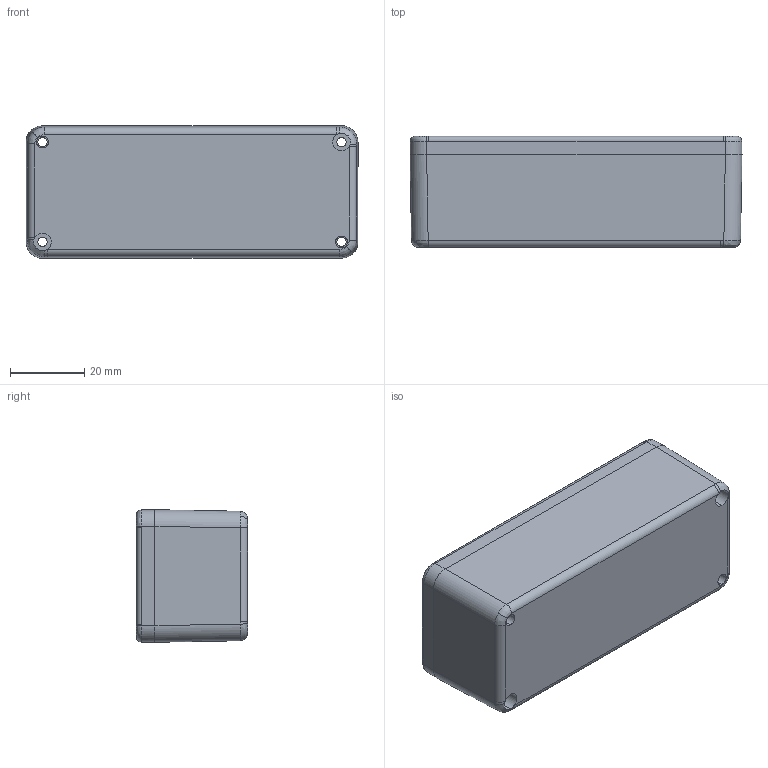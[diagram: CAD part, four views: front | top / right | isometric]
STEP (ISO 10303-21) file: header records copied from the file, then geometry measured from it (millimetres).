
FILE_DESCRIPTION (( 'STEP AP214' ), '1' );
FILE_NAME ('G102-IP67.STEP', '2019-04-03T01:50:16', ( '' ), ( '' ), 'SwSTEP 2.0', 'SolidWorks 2014', '' );
FILE_SCHEMA (( 'AUTOMOTIVE_DESIGN' ));
Length unit declared in the file: millimetre
Products named in the file (4): G102-GASKET; G102-COVER; G102-BASE; G102-IP67
Assembly tree (3 placements, depth 2):
  G102-IP67
    G102-BASE
    G102-COVER
    G102-GASKET
Bounding box: 89.7 x 30 x 35.8 mm (x, y, z)
Volume: 38322.5 mm3; surface area: 29447.1 mm2
Topology: 3 solids, 3 shells, 259 faces, 700 edges, 452 vertices
Faces by surface type: plane 91, cone 81, cylinder 61, bspline 26
Entity records: 9022 total; most frequent: CARTESIAN_POINT 2231, DIRECTION 1442, ORIENTED_EDGE 1400, EDGE_CURVE 700, AXIS2_PLACEMENT_3D 539, VERTEX_POINT 452, VECTOR 364, LINE 364
